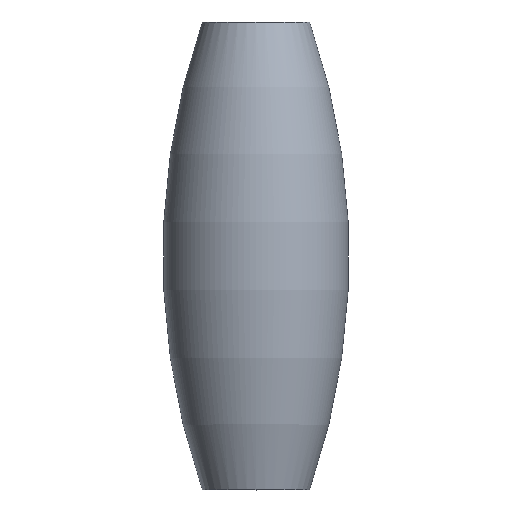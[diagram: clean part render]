
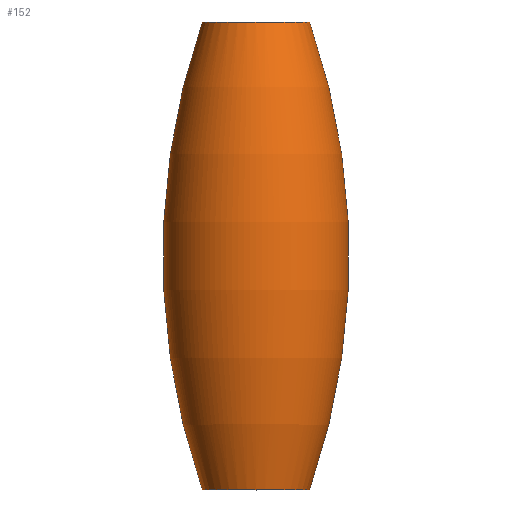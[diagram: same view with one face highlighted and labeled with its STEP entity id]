
A CAD part, top view. The second image highlights one B-rep face of the part: STEP entity #152.
In plain terms, the highlighted toroidal (fillet/blend) face has major radius 48.725 mm and minor radius 56 mm.
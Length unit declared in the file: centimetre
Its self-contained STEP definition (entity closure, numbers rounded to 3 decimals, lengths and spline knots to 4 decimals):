
#4 = VERTEX_POINT ( 'NONE', #78 ) ;
#17 = AXIS2_PLACEMENT_3D ( 'NONE', #28, #64, #180 ) ;
#22 = CARTESIAN_POINT ( 'NONE',  ( 0.42, -1.83, 0. ) ) ;
#25 = ORIENTED_EDGE ( 'NONE', *, *, #73, .T. ) ;
#28 = CARTESIAN_POINT ( 'NONE',  ( 0., 0., 0. ) ) ;
#38 = ORIENTED_EDGE ( 'NONE', *, *, #98, .F. ) ;
#42 = DIRECTION ( 'NONE',  ( -1., 0., 0. ) ) ;
#51 = EDGE_CURVE ( 'NONE', #197, #62, #121, .T. ) ;
#61 = CIRCLE ( 'NONE', #168, 5.6 ) ;
#62 = VERTEX_POINT ( 'NONE', #22 ) ;
#64 = DIRECTION ( 'NONE',  ( 0., 1., 0. ) ) ;
#69 = CIRCLE ( 'NONE', #129, 5.6 ) ;
#73 = EDGE_CURVE ( 'NONE', #62, #4, #69, .T. ) ;
#78 = CARTESIAN_POINT ( 'NONE',  ( 0.42, 1.83, 0. ) ) ;
#86 = DIRECTION ( 'NONE',  ( 0., 0., 1. ) ) ;
#90 = DIRECTION ( 'NONE',  ( 1., 0., 0. ) ) ;
#92 = DIRECTION ( 'NONE',  ( 0., 0., -1. ) ) ;
#96 = CIRCLE ( 'NONE', #230, 0.42 ) ;
#98 = EDGE_CURVE ( 'NONE', #112, #4, #96, .T. ) ;
#104 = DIRECTION ( 'NONE',  ( -1., 0., 0. ) ) ;
#106 = CARTESIAN_POINT ( 'NONE',  ( -4.8726, 0., 0. ) ) ;
#111 = DIRECTION ( 'NONE',  ( -1., 0., 0. ) ) ;
#112 = VERTEX_POINT ( 'NONE', #124 ) ;
#121 = CIRCLE ( 'NONE', #190, 0.42 ) ;
#124 = CARTESIAN_POINT ( 'NONE',  ( -0.42, 1.83, 0. ) ) ;
#129 = AXIS2_PLACEMENT_3D ( 'NONE', #106, #86, #90 ) ;
#132 = FACE_OUTER_BOUND ( 'NONE', #179, .T. ) ;
#145 = CARTESIAN_POINT ( 'NONE',  ( -0.42, -1.83, 0. ) ) ;
#146 = DIRECTION ( 'NONE',  ( 0., 1., 0. ) ) ;
#152 = ADVANCED_FACE ( 'NONE', ( #132 ), #227, .T. ) ;
#158 = CARTESIAN_POINT ( 'NONE',  ( 0., -1.83, 0. ) ) ;
#168 = AXIS2_PLACEMENT_3D ( 'NONE', #185, #92, #111 ) ;
#179 = EDGE_LOOP ( 'NONE', ( #209, #25, #38, #228 ) ) ;
#180 = DIRECTION ( 'NONE',  ( -1., 0., 0. ) ) ;
#185 = CARTESIAN_POINT ( 'NONE',  ( 4.8726, 0., 0. ) ) ;
#190 = AXIS2_PLACEMENT_3D ( 'NONE', #158, #200, #42 ) ;
#197 = VERTEX_POINT ( 'NONE', #145 ) ;
#200 = DIRECTION ( 'NONE',  ( 0., 1., 0. ) ) ;
#209 = ORIENTED_EDGE ( 'NONE', *, *, #51, .T. ) ;
#226 = EDGE_CURVE ( 'NONE', #197, #112, #61, .T. ) ;
#227 = TOROIDAL_SURFACE ( 'NONE', #17, -4.8726, 5.6 ) ;
#228 = ORIENTED_EDGE ( 'NONE', *, *, #226, .F. ) ;
#230 = AXIS2_PLACEMENT_3D ( 'NONE', #245, #146, #104 ) ;
#245 = CARTESIAN_POINT ( 'NONE',  ( 0., 1.83, 0. ) ) ;
